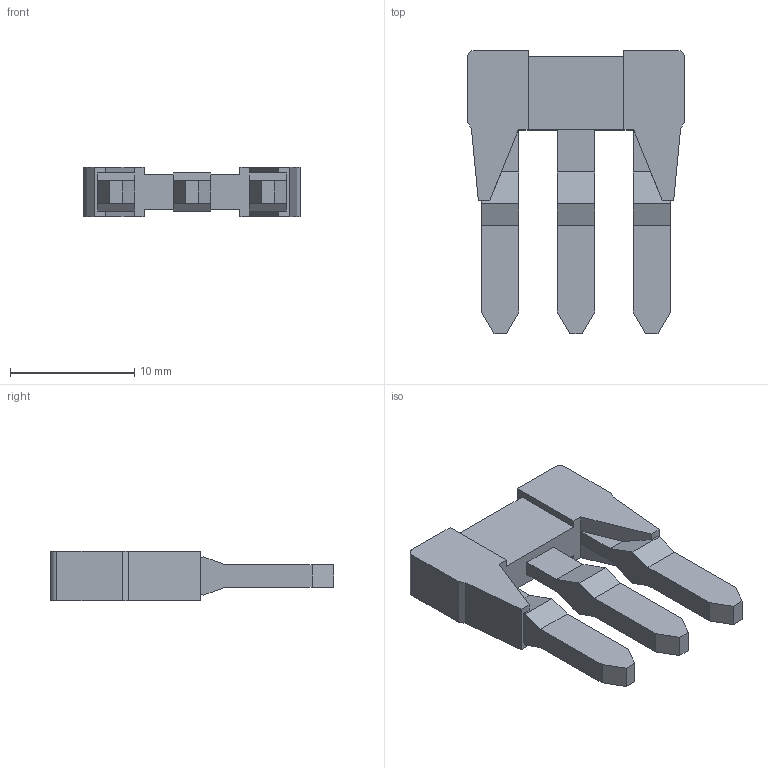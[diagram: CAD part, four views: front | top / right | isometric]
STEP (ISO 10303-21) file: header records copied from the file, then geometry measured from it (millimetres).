
FILE_DESCRIPTION((''),'2;1');
FILE_NAME('17212_SQI_4_3','2023-02-10T',('Andreas Nolte'),(''),'CREO PARAMETRIC BY PTC INC, 2017300','CREO PARAMETRIC BY PTC INC, 2017300','');
FILE_SCHEMA(('CONFIG_CONTROL_DESIGN'));
Length unit declared in the file: millimetre
Products named in the file (1): 17212_SQI_4_3
Bounding box: 17.4 x 22.78 x 4 mm (x, y, z)
Volume: 707.6 mm3; surface area: 914.8 mm2
Topology: 1 solids, 1 shells, 65 faces, 186 edges, 124 vertices
Faces by surface type: plane 63, cylinder 2
Entity records: 2164 total; most frequent: CARTESIAN_POINT 375, ORIENTED_EDGE 372, DIRECTION 320, EDGE_CURVE 186, VECTOR 182, LINE 182, VERTEX_POINT 124, AXIS2_PLACEMENT_3D 69
